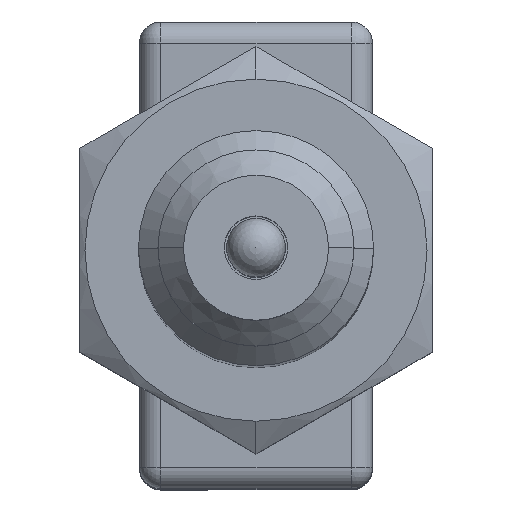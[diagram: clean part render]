
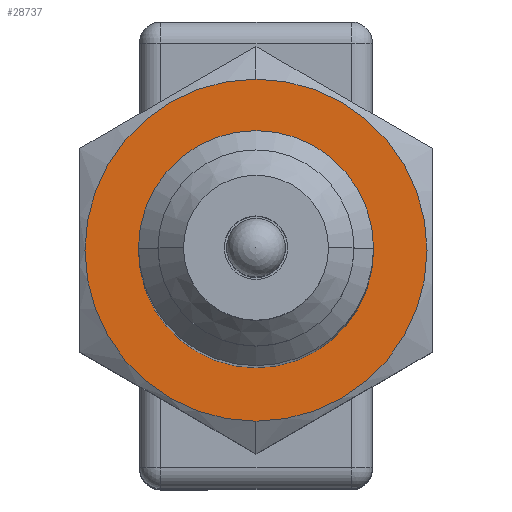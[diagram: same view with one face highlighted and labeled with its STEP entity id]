
A CAD part, top view. The second image highlights one B-rep face of the part: STEP entity #28737.
In plain terms, the highlighted planar face has unit normal (0, 0, 1).
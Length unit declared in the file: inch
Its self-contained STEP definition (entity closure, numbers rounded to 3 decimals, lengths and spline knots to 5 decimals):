
#399 = DIRECTION ( 'NONE',  ( -1., 0., 0. ) ) ;
#732 = FACE_OUTER_BOUND ( 'NONE', #17951, .T. ) ;
#1719 = ORIENTED_EDGE ( 'NONE', *, *, #13911, .T. ) ;
#2771 = DIRECTION ( 'NONE',  ( 0., 0., 1. ) ) ;
#3511 = VERTEX_POINT ( 'NONE', #11183 ) ;
#3738 = CIRCLE ( 'NONE', #6077, 0.36373 ) ;
#3982 = DIRECTION ( 'NONE',  ( 0., 1., 0. ) ) ;
#4676 = CARTESIAN_POINT ( 'NONE',  ( 0., 0., 0.375 ) ) ;
#4796 = CARTESIAN_POINT ( 'NONE',  ( -0.25, 0., 0.375 ) ) ;
#5118 = CIRCLE ( 'NONE', #9219, 0.25 ) ;
#5813 = CIRCLE ( 'NONE', #7176, 0.25 ) ;
#5927 = EDGE_CURVE ( 'NONE', #3511, #22395, #5813, .T. ) ;
#6077 = AXIS2_PLACEMENT_3D ( 'NONE', #28263, #19318, #3982 ) ;
#6107 = EDGE_CURVE ( 'NONE', #22395, #3511, #5118, .T. ) ;
#7176 = AXIS2_PLACEMENT_3D ( 'NONE', #18306, #13736, #399 ) ;
#9219 = AXIS2_PLACEMENT_3D ( 'NONE', #11779, #20823, #9735 ) ;
#9326 = CARTESIAN_POINT ( 'NONE',  ( 0., 0., 0.375 ) ) ;
#9735 = DIRECTION ( 'NONE',  ( -1., 0., 0. ) ) ;
#11183 = CARTESIAN_POINT ( 'NONE',  ( 0.25, 0., 0.375 ) ) ;
#11779 = CARTESIAN_POINT ( 'NONE',  ( 0., 0., 0.375 ) ) ;
#12687 = ORIENTED_EDGE ( 'NONE', *, *, #6107, .F. ) ;
#13736 = DIRECTION ( 'NONE',  ( 0., 0., 1. ) ) ;
#13911 = EDGE_CURVE ( 'NONE', #19260, #18617, #3738, .T. ) ;
#14200 = AXIS2_PLACEMENT_3D ( 'NONE', #9326, #26943, #15726 ) ;
#15267 = AXIS2_PLACEMENT_3D ( 'NONE', #4676, #2771, #22438 ) ;
#15726 = DIRECTION ( 'NONE',  ( 1., 0., 0. ) ) ;
#17951 = EDGE_LOOP ( 'NONE', ( #1719, #24624 ) ) ;
#18306 = CARTESIAN_POINT ( 'NONE',  ( 0., 0., 0.375 ) ) ;
#18617 = VERTEX_POINT ( 'NONE', #23042 ) ;
#19260 = VERTEX_POINT ( 'NONE', #28270 ) ;
#19318 = DIRECTION ( 'NONE',  ( 0., 0., 1. ) ) ;
#20606 = PLANE ( 'NONE',  #14200 ) ;
#20823 = DIRECTION ( 'NONE',  ( 0., 0., 1. ) ) ;
#21758 = EDGE_LOOP ( 'NONE', ( #12687, #27815 ) ) ;
#22395 = VERTEX_POINT ( 'NONE', #4796 ) ;
#22438 = DIRECTION ( 'NONE',  ( 0., 1., 0. ) ) ;
#23042 = CARTESIAN_POINT ( 'NONE',  ( 0., -0.36373, 0.375 ) ) ;
#23277 = FACE_BOUND ( 'NONE', #21758, .T. ) ;
#24624 = ORIENTED_EDGE ( 'NONE', *, *, #24693, .T. ) ;
#24693 = EDGE_CURVE ( 'NONE', #18617, #19260, #27497, .T. ) ;
#26943 = DIRECTION ( 'NONE',  ( 0., 0., 1. ) ) ;
#27497 = CIRCLE ( 'NONE', #15267, 0.36373 ) ;
#27815 = ORIENTED_EDGE ( 'NONE', *, *, #5927, .F. ) ;
#28263 = CARTESIAN_POINT ( 'NONE',  ( 0., 0., 0.375 ) ) ;
#28270 = CARTESIAN_POINT ( 'NONE',  ( 0., 0.36373, 0.375 ) ) ;
#28737 = ADVANCED_FACE ( 'NONE', ( #732, #23277 ), #20606, .T. ) ;
